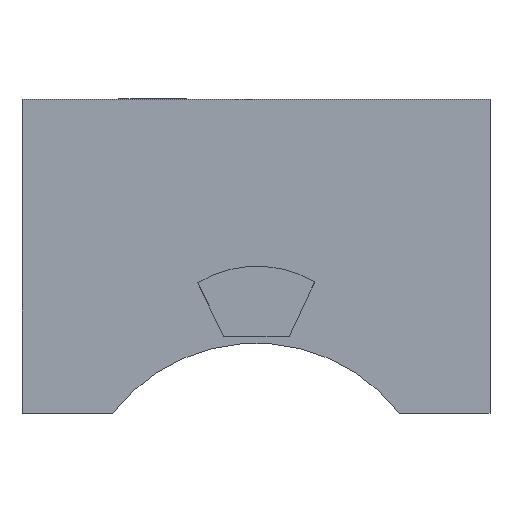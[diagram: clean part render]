
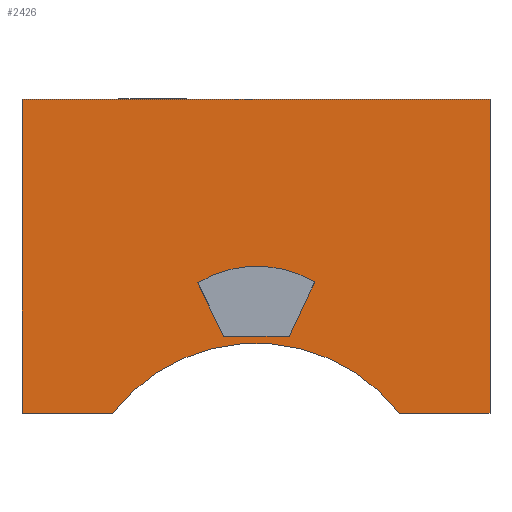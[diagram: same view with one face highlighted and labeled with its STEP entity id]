
A CAD part, front view. The second image highlights one B-rep face of the part: STEP entity #2426.
In plain terms, the highlighted planar face has unit normal (0, -1, 0).
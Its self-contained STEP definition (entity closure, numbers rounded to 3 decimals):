
#241=DIRECTION('',(0.,0.,-1.));
#242=VECTOR('',#241,22.4);
#243=CARTESIAN_POINT('',(-16.7,-12.2,10.));
#244=LINE('',#243,#242);
#465=DIRECTION('',(0.,0.,1.));
#466=VECTOR('',#465,22.4);
#467=CARTESIAN_POINT('',(16.7,-12.2,-12.4));
#468=LINE('',#467,#466);
#609=CARTESIAN_POINT('',(0.,-12.2,-20.4));
#610=DIRECTION('',(0.,-1.,0.));
#611=DIRECTION('',(0.788,0.,0.615));
#612=AXIS2_PLACEMENT_3D('',#609,#610,#611);
#614=DIRECTION('',(-1.,0.,0.));
#615=VECTOR('',#614,6.453);
#616=CARTESIAN_POINT('',(-10.247,-12.2,-12.4));
#617=LINE('',#616,#615);
#618=DIRECTION('',(1.,0.,0.));
#619=VECTOR('',#618,33.4);
#620=CARTESIAN_POINT('',(-16.7,-12.2,10.));
#621=LINE('',#620,#619);
#622=DIRECTION('',(-1.,0.,0.));
#623=VECTOR('',#622,6.453);
#624=CARTESIAN_POINT('',(16.7,-12.2,-12.4));
#625=LINE('',#624,#623);
#626=DIRECTION('',(-0.426,0.,-0.905));
#627=VECTOR('',#626,0.995);
#628=CARTESIAN_POINT('',(2.788,-12.2,-6.));
#629=LINE('',#628,#627);
#630=DIRECTION('',(-0.439,0.,0.898));
#631=VECTOR('',#630,1.002);
#632=CARTESIAN_POINT('',(-2.3,-12.2,-6.9));
#633=LINE('',#632,#631);
#634=DIRECTION('',(-0.426,0.,-0.905));
#635=VECTOR('',#634,0.993);
#636=CARTESIAN_POINT('',(4.187,-12.2,-3.028));
#637=LINE('',#636,#635);
#638=DIRECTION('',(-0.439,0.,0.898));
#639=VECTOR('',#638,0.931);
#640=CARTESIAN_POINT('',(-3.754,-12.2,-3.926));
#641=LINE('',#640,#639);
#654=DIRECTION('',(-1.,0.,0.));
#655=VECTOR('',#654,4.664);
#656=CARTESIAN_POINT('',(2.364,-12.2,-6.9));
#657=LINE('',#656,#655);
#662=CARTESIAN_POINT('',(0.064,-12.2,-10.));
#663=DIRECTION('',(0.,1.,0.));
#664=DIRECTION('',(-0.522,0.,0.853));
#665=AXIS2_PLACEMENT_3D('',#662,#663,#664);
#683=DIRECTION('',(-1.,0.,0.));
#684=VECTOR('',#683,7.518);
#685=CARTESIAN_POINT('',(3.764,-12.2,-3.926));
#686=LINE('',#685,#684);
#703=DIRECTION('',(1.,0.,0.));
#704=VECTOR('',#703,5.528);
#705=CARTESIAN_POINT('',(-2.74,-12.2,-6.));
#706=LINE('',#705,#704);
#1269=CARTESIAN_POINT('',(-16.7,-12.2,10.));
#1270=CARTESIAN_POINT('',(16.7,-12.2,10.));
#1271=VERTEX_POINT('',#1269);
#1272=VERTEX_POINT('',#1270);
#1273=CARTESIAN_POINT('',(-16.7,-12.2,-12.4));
#1274=VERTEX_POINT('',#1273);
#1275=CARTESIAN_POINT('',(16.7,-12.2,-12.4));
#1276=VERTEX_POINT('',#1275);
#1281=CARTESIAN_POINT('',(10.247,-12.2,-12.4));
#1282=CARTESIAN_POINT('',(-10.247,-12.2,-12.4));
#1283=VERTEX_POINT('',#1281);
#1284=VERTEX_POINT('',#1282);
#1286=CARTESIAN_POINT('',(-2.3,-12.2,-6.9));
#1288=VERTEX_POINT('',#1286);
#1290=CARTESIAN_POINT('',(2.364,-12.2,-6.9));
#1292=VERTEX_POINT('',#1290);
#1294=CARTESIAN_POINT('',(-3.754,-12.2,-3.926));
#1296=VERTEX_POINT('',#1294);
#1298=CARTESIAN_POINT('',(3.764,-12.2,-3.926));
#1300=VERTEX_POINT('',#1298);
#1302=CARTESIAN_POINT('',(-4.163,-12.2,-3.09));
#1304=VERTEX_POINT('',#1302);
#1306=CARTESIAN_POINT('',(4.187,-12.2,-3.028));
#1308=VERTEX_POINT('',#1306);
#1309=CARTESIAN_POINT('',(-2.74,-12.2,-6.));
#1311=VERTEX_POINT('',#1309);
#1313=CARTESIAN_POINT('',(2.788,-12.2,-6.));
#1315=VERTEX_POINT('',#1313);
#2393=CARTESIAN_POINT('',(-16.5,-12.2,10.));
#2394=DIRECTION('',(0.,1.,0.));
#2395=DIRECTION('',(0.,0.,1.));
#2396=AXIS2_PLACEMENT_3D('',#2393,#2394,#2395);
#2397=PLANE('',#2396);
#2398=ORIENTED_EDGE('',*,*,#1990,.T.);
#2399=ORIENTED_EDGE('',*,*,#2264,.T.);
#2400=ORIENTED_EDGE('',*,*,#1899,.F.);
#2401=ORIENTED_EDGE('',*,*,#1664,.T.);
#2402=ORIENTED_EDGE('',*,*,#2221,.F.);
#2403=ORIENTED_EDGE('',*,*,#2332,.T.);
#2404=EDGE_LOOP('',(#2398,#2399,#2400,#2401,#2402,#2403));
#2405=FACE_OUTER_BOUND('',#2404,.F.);
#2407=ORIENTED_EDGE('',*,*,#2406,.F.);
#2409=ORIENTED_EDGE('',*,*,#2408,.F.);
#2411=ORIENTED_EDGE('',*,*,#2410,.F.);
#2413=ORIENTED_EDGE('',*,*,#2412,.F.);
#2414=EDGE_LOOP('',(#2407,#2409,#2411,#2413));
#2415=FACE_BOUND('',#2414,.F.);
#2417=ORIENTED_EDGE('',*,*,#2416,.F.);
#2419=ORIENTED_EDGE('',*,*,#2418,.F.);
#2421=ORIENTED_EDGE('',*,*,#2420,.F.);
#2423=ORIENTED_EDGE('',*,*,#2422,.F.);
#2424=EDGE_LOOP('',(#2417,#2419,#2421,#2423));
#2425=FACE_BOUND('',#2424,.F.);
#613=CIRCLE('',#612,13.);
#666=CIRCLE('',#665,8.1);
#1664=EDGE_CURVE('',#1271,#1272,#621,.T.);
#1899=EDGE_CURVE('',#1271,#1274,#244,.T.);
#1990=EDGE_CURVE('',#1283,#1284,#613,.T.);
#2221=EDGE_CURVE('',#1276,#1272,#468,.T.);
#2264=EDGE_CURVE('',#1284,#1274,#617,.T.);
#2332=EDGE_CURVE('',#1276,#1283,#625,.T.);
#2406=EDGE_CURVE('',#1292,#1288,#657,.T.);
#2408=EDGE_CURVE('',#1315,#1292,#629,.T.);
#2410=EDGE_CURVE('',#1311,#1315,#706,.T.);
#2412=EDGE_CURVE('',#1288,#1311,#633,.T.);
#2416=EDGE_CURVE('',#1300,#1296,#686,.T.);
#2418=EDGE_CURVE('',#1308,#1300,#637,.T.);
#2420=EDGE_CURVE('',#1304,#1308,#666,.T.);
#2422=EDGE_CURVE('',#1296,#1304,#641,.T.);
#2426=ADVANCED_FACE('',(#2405,#2415,#2425),#2397,.F.);
